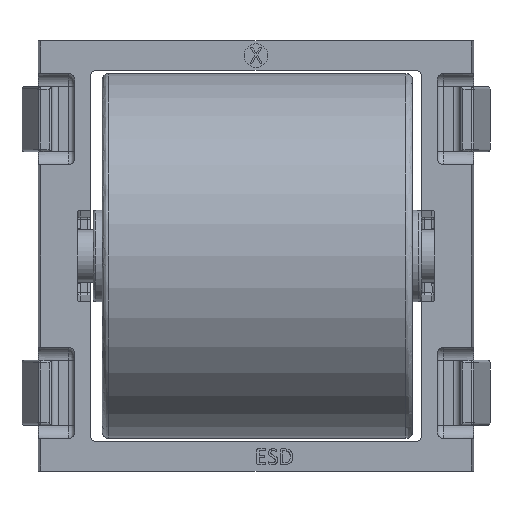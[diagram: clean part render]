
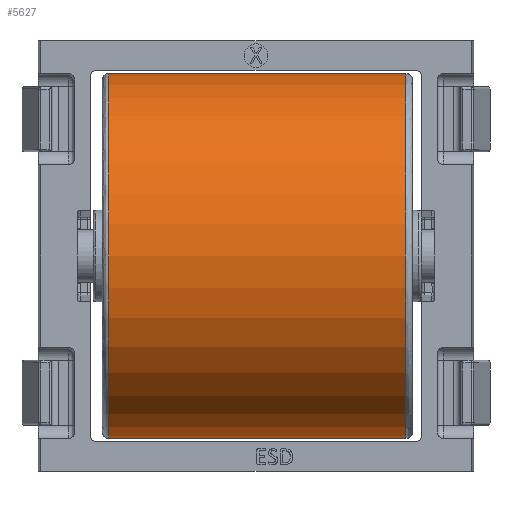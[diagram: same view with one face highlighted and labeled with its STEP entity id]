
A CAD part, front view. The second image highlights one B-rep face of the part: STEP entity #5627.
In plain terms, the highlighted cylindrical face has radius 14 mm (diameter 28 mm), a partial arc.
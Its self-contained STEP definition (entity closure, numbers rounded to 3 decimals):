
#176 = CARTESIAN_POINT ( 'NONE',  ( 11.5, -4.5, 14. ) ) ;
#278 = EDGE_CURVE ( 'NONE', #20027, #14289, #11917, .T. ) ;
#465 = CYLINDRICAL_SURFACE ( 'NONE', #26681, 14. ) ;
#2804 = DIRECTION ( 'NONE',  ( 0., 0., 1. ) ) ;
#3020 = AXIS2_PLACEMENT_3D ( 'NONE', #11940, #9851, #28014 ) ;
#3693 = FACE_OUTER_BOUND ( 'NONE', #17329, .T. ) ;
#3805 = ORIENTED_EDGE ( 'NONE', *, *, #14354, .T. ) ;
#5026 = CARTESIAN_POINT ( 'NONE',  ( 12., -4.5, -14. ) ) ;
#5627 = ADVANCED_FACE ( 'NONE', ( #3693 ), #465, .T. ) ;
#7284 = AXIS2_PLACEMENT_3D ( 'NONE', #23347, #11695, #2804 ) ;
#8208 = ORIENTED_EDGE ( 'NONE', *, *, #278, .F. ) ;
#9851 = DIRECTION ( 'NONE',  ( 1., 0., 0. ) ) ;
#10361 = EDGE_CURVE ( 'NONE', #25412, #20844, #23926, .T. ) ;
#11695 = DIRECTION ( 'NONE',  ( -1., 0., 0. ) ) ;
#11726 = CARTESIAN_POINT ( 'NONE',  ( 12., -4.5, 14. ) ) ;
#11917 = LINE ( 'NONE', #5026, #14477 ) ;
#11940 = CARTESIAN_POINT ( 'NONE',  ( -11.3, -4.5, 0. ) ) ;
#12696 = ORIENTED_EDGE ( 'NONE', *, *, #10361, .T. ) ;
#13414 = CIRCLE ( 'NONE', #7284, 14. ) ;
#14058 = DIRECTION ( 'NONE',  ( -1., 0., 0. ) ) ;
#14289 = VERTEX_POINT ( 'NONE', #29095 ) ;
#14354 = EDGE_CURVE ( 'NONE', #20844, #14289, #23210, .T. ) ;
#14477 = VECTOR ( 'NONE', #18744, 1000. ) ;
#15583 = EDGE_CURVE ( 'NONE', #20027, #25412, #13414, .T. ) ;
#17329 = EDGE_LOOP ( 'NONE', ( #8208, #17490, #12696, #3805 ) ) ;
#17490 = ORIENTED_EDGE ( 'NONE', *, *, #15583, .T. ) ;
#17761 = CARTESIAN_POINT ( 'NONE',  ( 12., -4.5, 0. ) ) ;
#18744 = DIRECTION ( 'NONE',  ( -1., 0., 0. ) ) ;
#18770 = CARTESIAN_POINT ( 'NONE',  ( -11.3, -4.5, 14. ) ) ;
#19238 = VECTOR ( 'NONE', #14058, 1000. ) ;
#20027 = VERTEX_POINT ( 'NONE', #24180 ) ;
#20196 = DIRECTION ( 'NONE',  ( 0., 0., 1. ) ) ;
#20844 = VERTEX_POINT ( 'NONE', #18770 ) ;
#22396 = DIRECTION ( 'NONE',  ( -1., 0., 0. ) ) ;
#23210 = CIRCLE ( 'NONE', #3020, 14. ) ;
#23347 = CARTESIAN_POINT ( 'NONE',  ( 11.5, -4.5, 0. ) ) ;
#23926 = LINE ( 'NONE', #11726, #19238 ) ;
#24180 = CARTESIAN_POINT ( 'NONE',  ( 11.5, -4.5, -14. ) ) ;
#25412 = VERTEX_POINT ( 'NONE', #176 ) ;
#26681 = AXIS2_PLACEMENT_3D ( 'NONE', #17761, #22396, #20196 ) ;
#28014 = DIRECTION ( 'NONE',  ( 0., 0., 1. ) ) ;
#29095 = CARTESIAN_POINT ( 'NONE',  ( -11.3, -4.5, -14. ) ) ;
